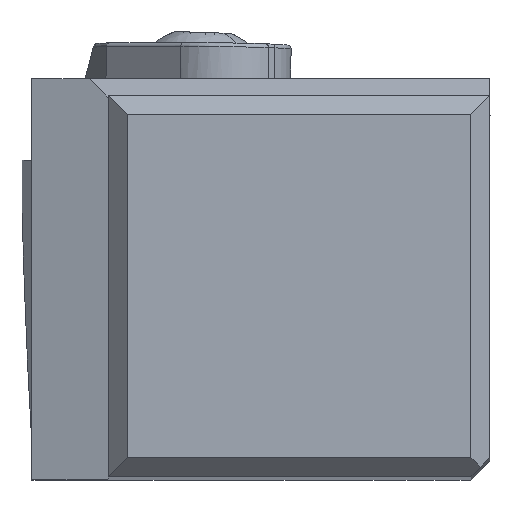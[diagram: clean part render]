
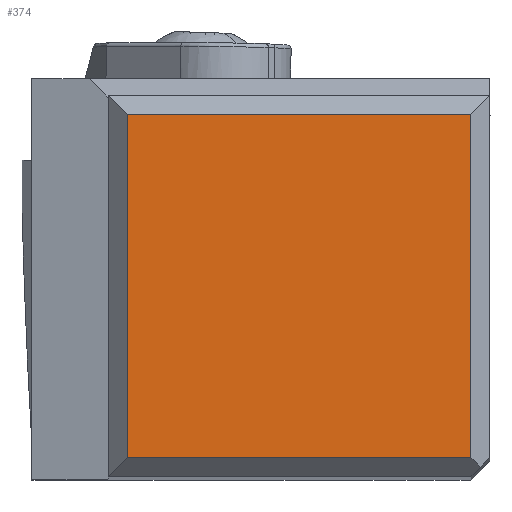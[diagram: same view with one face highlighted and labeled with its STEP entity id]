
A CAD part, top view. The second image highlights one B-rep face of the part: STEP entity #374.
In plain terms, the highlighted planar face has unit normal (0, 0, 1).
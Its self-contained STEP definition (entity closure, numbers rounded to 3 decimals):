
#211=FACE_OUTER_BOUND('',#660,.T.);
#374=ADVANCED_FACE('',(#211),#539,.T.);
#539=PLANE('',#3418);
#660=EDGE_LOOP('',(#1288,#1289,#1290,#1291));
#1288=ORIENTED_EDGE('',*,*,#2430,.F.);
#1289=ORIENTED_EDGE('',*,*,#2438,.T.);
#1290=ORIENTED_EDGE('',*,*,#2436,.T.);
#1291=ORIENTED_EDGE('',*,*,#2432,.T.);
#2075=VERTEX_POINT('',#5145);
#2076=VERTEX_POINT('',#5147);
#2077=VERTEX_POINT('',#5151);
#2079=VERTEX_POINT('',#5159);
#2430=EDGE_CURVE('',#2075,#2076,#2861,.T.);
#2432=EDGE_CURVE('',#2077,#2076,#2863,.T.);
#2436=EDGE_CURVE('',#2079,#2077,#2867,.T.);
#2438=EDGE_CURVE('',#2075,#2079,#2869,.T.);
#2861=LINE('',#5146,#3088);
#2863=LINE('',#5150,#3090);
#2867=LINE('',#5158,#3094);
#2869=LINE('',#5162,#3096);
#3088=VECTOR('',#3984,1.);
#3090=VECTOR('',#3988,1.);
#3094=VECTOR('',#3996,1.);
#3096=VECTOR('',#4000,1.);
#3418=AXIS2_PLACEMENT_3D('',#5164,#4003,#4004);
#3984=DIRECTION('',(1.,0.,0.));
#3988=DIRECTION('',(0.,1.,0.));
#3996=DIRECTION('',(1.,0.,0.));
#4000=DIRECTION('',(0.,-1.,0.));
#4003=DIRECTION('',(0.,0.,1.));
#4004=DIRECTION('',(1.,0.,0.));
#5145=CARTESIAN_POINT('',(-19.,19.,0.));
#5146=CARTESIAN_POINT('',(-19.,19.,0.));
#5147=CARTESIAN_POINT('',(-1.,19.,0.));
#5150=CARTESIAN_POINT('',(-1.,1.,0.));
#5151=CARTESIAN_POINT('',(-1.,1.,0.));
#5158=CARTESIAN_POINT('',(-19.,1.,0.));
#5159=CARTESIAN_POINT('',(-19.,1.,0.));
#5162=CARTESIAN_POINT('',(-19.,19.,0.));
#5164=CARTESIAN_POINT('',(-10.,10.,0.));
